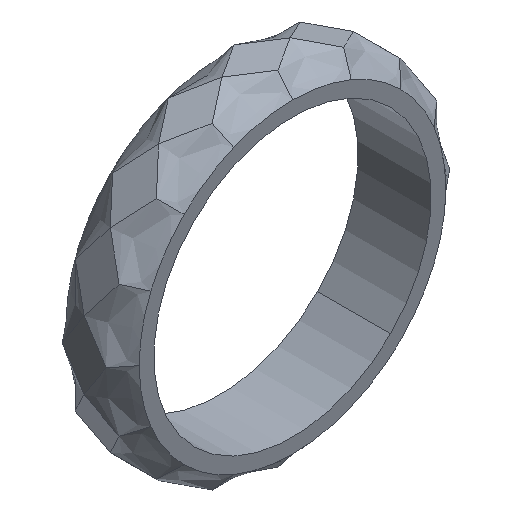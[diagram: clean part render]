
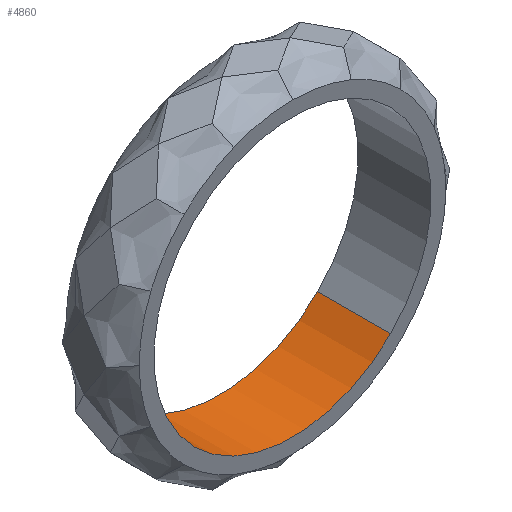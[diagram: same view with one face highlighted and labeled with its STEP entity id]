
A CAD part, isometric view. The second image highlights one B-rep face of the part: STEP entity #4860.
In plain terms, the highlighted cylindrical face has radius 9.5 mm (diameter 19 mm), a partial arc.
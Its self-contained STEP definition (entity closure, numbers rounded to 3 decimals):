
#9 = CARTESIAN_POINT ( 'NONE',  ( 6.718, 0., -6.718 ) ) ;
#123 = CIRCLE ( 'NONE', #4733, 9.5 ) ;
#194 = VERTEX_POINT ( 'NONE', #6278 ) ;
#256 = ORIENTED_EDGE ( 'NONE', *, *, #6562, .T. ) ;
#477 = LINE ( 'NONE', #9, #6427 ) ;
#687 = CARTESIAN_POINT ( 'NONE',  ( 0., 2.5, 0. ) ) ;
#729 = DIRECTION ( 'NONE',  ( 0., 1., 0. ) ) ;
#1348 = AXIS2_PLACEMENT_3D ( 'NONE', #687, #3305, #1744 ) ;
#1744 = DIRECTION ( 'NONE',  ( -0.707, 0., 0.707 ) ) ;
#1867 = EDGE_CURVE ( 'NONE', #3472, #2341, #477, .T. ) ;
#2000 = EDGE_CURVE ( 'NONE', #4807, #194, #5847, .T. ) ;
#2039 = AXIS2_PLACEMENT_3D ( 'NONE', #2898, #3015, #4823 ) ;
#2116 = DIRECTION ( 'NONE',  ( 0., 1., 0. ) ) ;
#2172 = ORIENTED_EDGE ( 'NONE', *, *, #1867, .T. ) ;
#2341 = VERTEX_POINT ( 'NONE', #3877 ) ;
#2898 = CARTESIAN_POINT ( 'NONE',  ( 0., 0., 0. ) ) ;
#3015 = DIRECTION ( 'NONE',  ( 0., 1., 0. ) ) ;
#3121 = DIRECTION ( 'NONE',  ( 0., 1., 0. ) ) ;
#3305 = DIRECTION ( 'NONE',  ( 0., 1., 0. ) ) ;
#3472 = VERTEX_POINT ( 'NONE', #3683 ) ;
#3514 = CIRCLE ( 'NONE', #1348, 9.5 ) ;
#3626 = CARTESIAN_POINT ( 'NONE',  ( 0., -2.5, 0. ) ) ;
#3683 = CARTESIAN_POINT ( 'NONE',  ( 6.718, -2.5, -6.718 ) ) ;
#3877 = CARTESIAN_POINT ( 'NONE',  ( 6.718, 2.5, -6.718 ) ) ;
#3913 = CYLINDRICAL_SURFACE ( 'NONE', #2039, 9.5 ) ;
#4136 = DIRECTION ( 'NONE',  ( -0.707, 0., 0.707 ) ) ;
#4157 = FACE_OUTER_BOUND ( 'NONE', #6211, .T. ) ;
#4162 = ORIENTED_EDGE ( 'NONE', *, *, #2000, .F. ) ;
#4733 = AXIS2_PLACEMENT_3D ( 'NONE', #3626, #3121, #4136 ) ;
#4807 = VERTEX_POINT ( 'NONE', #6189 ) ;
#4823 = DIRECTION ( 'NONE',  ( -0.707, 0., 0.707 ) ) ;
#4860 = ADVANCED_FACE ( 'NONE', ( #4157 ), #3913, .F. ) ;
#4870 = VECTOR ( 'NONE', #729, 1000. ) ;
#4876 = ORIENTED_EDGE ( 'NONE', *, *, #5294, .F. ) ;
#5294 = EDGE_CURVE ( 'NONE', #3472, #4807, #123, .T. ) ;
#5847 = LINE ( 'NONE', #5910, #4870 ) ;
#5910 = CARTESIAN_POINT ( 'NONE',  ( -6.718, 0., 6.718 ) ) ;
#6189 = CARTESIAN_POINT ( 'NONE',  ( -6.718, -2.5, 6.718 ) ) ;
#6211 = EDGE_LOOP ( 'NONE', ( #4876, #2172, #256, #4162 ) ) ;
#6278 = CARTESIAN_POINT ( 'NONE',  ( -6.718, 2.5, 6.718 ) ) ;
#6427 = VECTOR ( 'NONE', #2116, 1000. ) ;
#6562 = EDGE_CURVE ( 'NONE', #2341, #194, #3514, .T. ) ;
